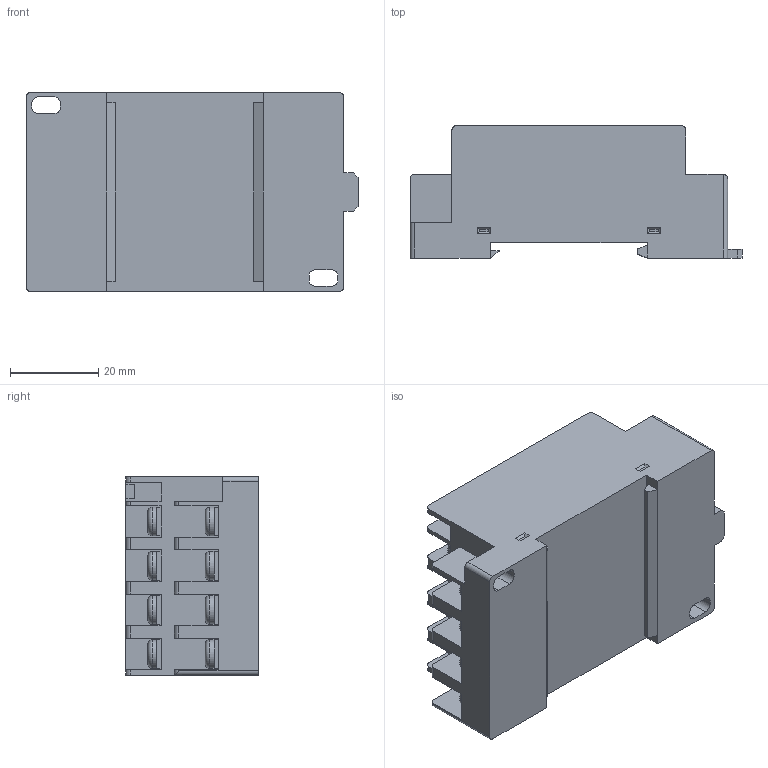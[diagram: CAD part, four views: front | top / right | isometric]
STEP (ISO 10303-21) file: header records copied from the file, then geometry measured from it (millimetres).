
FILE_DESCRIPTION (( 'STEP AP214' ), '1' );
FILE_NAME ('SQL14D.STEP', '2013-12-02T19:14:20', ( '' ), ( '' ), 'SwSTEP 2.0', 'SolidWorks 2013', '' );
FILE_SCHEMA (( 'AUTOMOTIVE_DESIGN' ));
Length unit declared in the file: millimetre
Products named in the file (1): SQL14D
Bounding box: 75.15 x 30 x 45 mm (x, y, z)
Volume: 70288.2 mm3; surface area: 20564.2 mm2
Topology: 2 solids, 2 shells, 634 faces, 1630 edges, 1052 vertices
Faces by surface type: plane 544, cylinder 62, torus 28
Entity records: 25927 total; most frequent: CARTESIAN_POINT 3323, ORIENTED_EDGE 3260, DIRECTION 3098, EDGE_CURVE 1630, LINE 1428, VECTOR 1428, VERTEX_POINT 1052, AXIS2_PLACEMENT_3D 835
